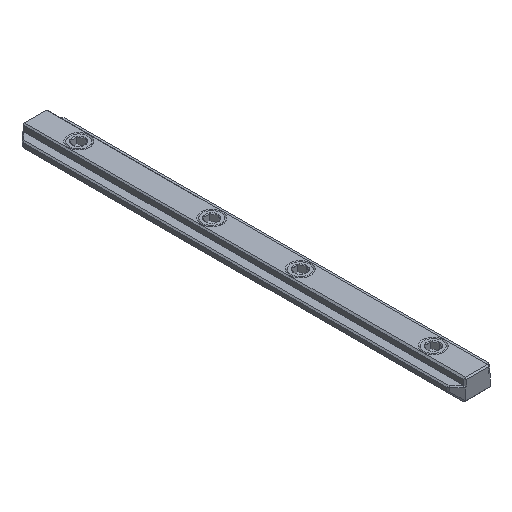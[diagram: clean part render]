
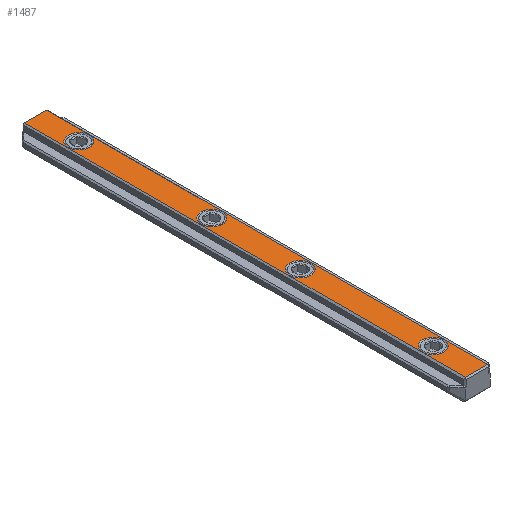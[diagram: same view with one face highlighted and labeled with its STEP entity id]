
A CAD part, isometric view. The second image highlights one B-rep face of the part: STEP entity #1487.
In plain terms, the highlighted planar face has unit normal (0, 0, 1).
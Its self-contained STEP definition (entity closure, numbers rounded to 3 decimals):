
#162 = PLANE('',#163);
#163 = AXIS2_PLACEMENT_3D('',#164,#165,#166);
#164 = CARTESIAN_POINT('',(-2.65,50.,-0.45));
#165 = DIRECTION('',(-0.707,0.,0.707));
#166 = DIRECTION('',(0.,1.,0.));
#681 = EDGE_CURVE('',#682,#684,#686,.T.);
#682 = VERTEX_POINT('',#683);
#683 = CARTESIAN_POINT('',(-2.5,49.7,-0.3));
#684 = VERTEX_POINT('',#685);
#685 = CARTESIAN_POINT('',(-2.5,-49.7,-0.3));
#686 = SURFACE_CURVE('',#687,(#691,#698),.PCURVE_S1.);
#687 = LINE('',#688,#689);
#688 = CARTESIAN_POINT('',(-2.5,50.,-0.3));
#689 = VECTOR('',#690,1.);
#690 = DIRECTION('',(0.,-1.,0.));
#691 = PCURVE('',#162,#692);
#692 = DEFINITIONAL_REPRESENTATION('',(#693),#697);
#693 = LINE('',#694,#695);
#694 = CARTESIAN_POINT('',(0.,-0.212));
#695 = VECTOR('',#696,1.);
#696 = DIRECTION('',(-1.,0.));
#697 = ( GEOMETRIC_REPRESENTATION_CONTEXT(2) 
PARAMETRIC_REPRESENTATION_CONTEXT() REPRESENTATION_CONTEXT('2D SPACE',''
  ) );
#698 = PCURVE('',#699,#704);
#699 = PLANE('',#700);
#700 = AXIS2_PLACEMENT_3D('',#701,#702,#703);
#701 = CARTESIAN_POINT('',(-2.8,50.,-0.3));
#702 = DIRECTION('',(0.,0.,1.));
#703 = DIRECTION('',(1.,0.,0.));
#704 = DEFINITIONAL_REPRESENTATION('',(#705),#709);
#705 = LINE('',#706,#707);
#706 = CARTESIAN_POINT('',(0.3,0.));
#707 = VECTOR('',#708,1.);
#708 = DIRECTION('',(0.,-1.));
#709 = ( GEOMETRIC_REPRESENTATION_CONTEXT(2) 
PARAMETRIC_REPRESENTATION_CONTEXT() REPRESENTATION_CONTEXT('2D SPACE',''
  ) );
#938 = PLANE('',#939);
#939 = AXIS2_PLACEMENT_3D('',#940,#941,#942);
#940 = CARTESIAN_POINT('',(-2.8,49.85,-0.45));
#941 = DIRECTION('',(0.,0.707,0.707));
#942 = DIRECTION('',(1.,0.,0.));
#1209 = PLANE('',#1210);
#1210 = AXIS2_PLACEMENT_3D('',#1211,#1212,#1213);
#1211 = CARTESIAN_POINT('',(-2.8,-49.85,-0.45));
#1212 = DIRECTION('',(0.,0.707,-0.707));
#1213 = DIRECTION('',(1.,0.,0.));
#1487 = ADVANCED_FACE('',(#1488,#1563,#1594,#1625,#1656),#699,.T.);
#1488 = FACE_BOUND('',#1489,.T.);
#1489 = EDGE_LOOP('',(#1490,#1491,#1514,#1542));
#1490 = ORIENTED_EDGE('',*,*,#681,.T.);
#1491 = ORIENTED_EDGE('',*,*,#1492,.T.);
#1492 = EDGE_CURVE('',#684,#1493,#1495,.T.);
#1493 = VERTEX_POINT('',#1494);
#1494 = CARTESIAN_POINT('',(2.5,-49.7,-0.3));
#1495 = SURFACE_CURVE('',#1496,(#1500,#1507),.PCURVE_S1.);
#1496 = LINE('',#1497,#1498);
#1497 = CARTESIAN_POINT('',(-2.8,-49.7,-0.3));
#1498 = VECTOR('',#1499,1.);
#1499 = DIRECTION('',(1.,0.,0.));
#1500 = PCURVE('',#699,#1501);
#1501 = DEFINITIONAL_REPRESENTATION('',(#1502),#1506);
#1502 = LINE('',#1503,#1504);
#1503 = CARTESIAN_POINT('',(0.,-99.7));
#1504 = VECTOR('',#1505,1.);
#1505 = DIRECTION('',(1.,0.));
#1506 = ( GEOMETRIC_REPRESENTATION_CONTEXT(2) 
PARAMETRIC_REPRESENTATION_CONTEXT() REPRESENTATION_CONTEXT('2D SPACE',''
  ) );
#1507 = PCURVE('',#1209,#1508);
#1508 = DEFINITIONAL_REPRESENTATION('',(#1509),#1513);
#1509 = LINE('',#1510,#1511);
#1510 = CARTESIAN_POINT('',(0.,-0.212));
#1511 = VECTOR('',#1512,1.);
#1512 = DIRECTION('',(1.,0.));
#1513 = ( GEOMETRIC_REPRESENTATION_CONTEXT(2) 
PARAMETRIC_REPRESENTATION_CONTEXT() REPRESENTATION_CONTEXT('2D SPACE',''
  ) );
#1514 = ORIENTED_EDGE('',*,*,#1515,.F.);
#1515 = EDGE_CURVE('',#1516,#1493,#1518,.T.);
#1516 = VERTEX_POINT('',#1517);
#1517 = CARTESIAN_POINT('',(2.5,49.7,-0.3));
#1518 = SURFACE_CURVE('',#1519,(#1523,#1530),.PCURVE_S1.);
#1519 = LINE('',#1520,#1521);
#1520 = CARTESIAN_POINT('',(2.5,50.,-0.3));
#1521 = VECTOR('',#1522,1.);
#1522 = DIRECTION('',(0.,-1.,0.));
#1523 = PCURVE('',#699,#1524);
#1524 = DEFINITIONAL_REPRESENTATION('',(#1525),#1529);
#1525 = LINE('',#1526,#1527);
#1526 = CARTESIAN_POINT('',(5.3,0.));
#1527 = VECTOR('',#1528,1.);
#1528 = DIRECTION('',(0.,-1.));
#1529 = ( GEOMETRIC_REPRESENTATION_CONTEXT(2) 
PARAMETRIC_REPRESENTATION_CONTEXT() REPRESENTATION_CONTEXT('2D SPACE',''
  ) );
#1530 = PCURVE('',#1531,#1536);
#1531 = PLANE('',#1532);
#1532 = AXIS2_PLACEMENT_3D('',#1533,#1534,#1535);
#1533 = CARTESIAN_POINT('',(2.65,50.,-0.45));
#1534 = DIRECTION('',(0.707,0.,0.707));
#1535 = DIRECTION('',(0.,-1.,0.));
#1536 = DEFINITIONAL_REPRESENTATION('',(#1537),#1541);
#1537 = LINE('',#1538,#1539);
#1538 = CARTESIAN_POINT('',(0.,-0.212));
#1539 = VECTOR('',#1540,1.);
#1540 = DIRECTION('',(1.,0.));
#1541 = ( GEOMETRIC_REPRESENTATION_CONTEXT(2) 
PARAMETRIC_REPRESENTATION_CONTEXT() REPRESENTATION_CONTEXT('2D SPACE',''
  ) );
#1542 = ORIENTED_EDGE('',*,*,#1543,.F.);
#1543 = EDGE_CURVE('',#682,#1516,#1544,.T.);
#1544 = SURFACE_CURVE('',#1545,(#1549,#1556),.PCURVE_S1.);
#1545 = LINE('',#1546,#1547);
#1546 = CARTESIAN_POINT('',(-2.8,49.7,-0.3));
#1547 = VECTOR('',#1548,1.);
#1548 = DIRECTION('',(1.,0.,0.));
#1549 = PCURVE('',#699,#1550);
#1550 = DEFINITIONAL_REPRESENTATION('',(#1551),#1555);
#1551 = LINE('',#1552,#1553);
#1552 = CARTESIAN_POINT('',(0.,-0.3));
#1553 = VECTOR('',#1554,1.);
#1554 = DIRECTION('',(1.,0.));
#1555 = ( GEOMETRIC_REPRESENTATION_CONTEXT(2) 
PARAMETRIC_REPRESENTATION_CONTEXT() REPRESENTATION_CONTEXT('2D SPACE',''
  ) );
#1556 = PCURVE('',#938,#1557);
#1557 = DEFINITIONAL_REPRESENTATION('',(#1558),#1562);
#1558 = LINE('',#1559,#1560);
#1559 = CARTESIAN_POINT('',(0.,-0.212));
#1560 = VECTOR('',#1561,1.);
#1561 = DIRECTION('',(1.,0.));
#1562 = ( GEOMETRIC_REPRESENTATION_CONTEXT(2) 
PARAMETRIC_REPRESENTATION_CONTEXT() REPRESENTATION_CONTEXT('2D SPACE',''
  ) );
#1563 = FACE_BOUND('',#1564,.T.);
#1564 = EDGE_LOOP('',(#1565));
#1565 = ORIENTED_EDGE('',*,*,#1566,.F.);
#1566 = EDGE_CURVE('',#1567,#1567,#1569,.T.);
#1567 = VERTEX_POINT('',#1568);
#1568 = CARTESIAN_POINT('',(2.4,-40.,-0.3));
#1569 = SURFACE_CURVE('',#1570,(#1575,#1582),.PCURVE_S1.);
#1570 = CIRCLE('',#1571,2.4);
#1571 = AXIS2_PLACEMENT_3D('',#1572,#1573,#1574);
#1572 = CARTESIAN_POINT('',(0.,-40.,-0.3));
#1573 = DIRECTION('',(0.,0.,1.));
#1574 = DIRECTION('',(1.,0.,0.));
#1575 = PCURVE('',#699,#1576);
#1576 = DEFINITIONAL_REPRESENTATION('',(#1577),#1581);
#1577 = CIRCLE('',#1578,2.4);
#1578 = AXIS2_PLACEMENT_2D('',#1579,#1580);
#1579 = CARTESIAN_POINT('',(2.8,-90.));
#1580 = DIRECTION('',(1.,0.));
#1581 = ( GEOMETRIC_REPRESENTATION_CONTEXT(2) 
PARAMETRIC_REPRESENTATION_CONTEXT() REPRESENTATION_CONTEXT('2D SPACE',''
  ) );
#1582 = PCURVE('',#1583,#1588);
#1583 = CONICAL_SURFACE('',#1584,2.1,0.785);
#1584 = AXIS2_PLACEMENT_3D('',#1585,#1586,#1587);
#1585 = CARTESIAN_POINT('',(0.,-40.,-0.6));
#1586 = DIRECTION('',(0.,0.,1.));
#1587 = DIRECTION('',(1.,0.,0.));
#1588 = DEFINITIONAL_REPRESENTATION('',(#1589),#1593);
#1589 = LINE('',#1590,#1591);
#1590 = CARTESIAN_POINT('',(-0.,0.3));
#1591 = VECTOR('',#1592,1.);
#1592 = DIRECTION('',(1.,-0.));
#1593 = ( GEOMETRIC_REPRESENTATION_CONTEXT(2) 
PARAMETRIC_REPRESENTATION_CONTEXT() REPRESENTATION_CONTEXT('2D SPACE',''
  ) );
#1594 = FACE_BOUND('',#1595,.T.);
#1595 = EDGE_LOOP('',(#1596));
#1596 = ORIENTED_EDGE('',*,*,#1597,.F.);
#1597 = EDGE_CURVE('',#1598,#1598,#1600,.T.);
#1598 = VERTEX_POINT('',#1599);
#1599 = CARTESIAN_POINT('',(2.4,-10.,-0.3));
#1600 = SURFACE_CURVE('',#1601,(#1606,#1613),.PCURVE_S1.);
#1601 = CIRCLE('',#1602,2.4);
#1602 = AXIS2_PLACEMENT_3D('',#1603,#1604,#1605);
#1603 = CARTESIAN_POINT('',(0.,-10.,-0.3));
#1604 = DIRECTION('',(0.,0.,1.));
#1605 = DIRECTION('',(1.,0.,0.));
#1606 = PCURVE('',#699,#1607);
#1607 = DEFINITIONAL_REPRESENTATION('',(#1608),#1612);
#1608 = CIRCLE('',#1609,2.4);
#1609 = AXIS2_PLACEMENT_2D('',#1610,#1611);
#1610 = CARTESIAN_POINT('',(2.8,-60.));
#1611 = DIRECTION('',(1.,0.));
#1612 = ( GEOMETRIC_REPRESENTATION_CONTEXT(2) 
PARAMETRIC_REPRESENTATION_CONTEXT() REPRESENTATION_CONTEXT('2D SPACE',''
  ) );
#1613 = PCURVE('',#1614,#1619);
#1614 = CONICAL_SURFACE('',#1615,2.1,0.785);
#1615 = AXIS2_PLACEMENT_3D('',#1616,#1617,#1618);
#1616 = CARTESIAN_POINT('',(0.,-10.,-0.6));
#1617 = DIRECTION('',(0.,0.,1.));
#1618 = DIRECTION('',(1.,0.,0.));
#1619 = DEFINITIONAL_REPRESENTATION('',(#1620),#1624);
#1620 = LINE('',#1621,#1622);
#1621 = CARTESIAN_POINT('',(-0.,0.3));
#1622 = VECTOR('',#1623,1.);
#1623 = DIRECTION('',(1.,-0.));
#1624 = ( GEOMETRIC_REPRESENTATION_CONTEXT(2) 
PARAMETRIC_REPRESENTATION_CONTEXT() REPRESENTATION_CONTEXT('2D SPACE',''
  ) );
#1625 = FACE_BOUND('',#1626,.T.);
#1626 = EDGE_LOOP('',(#1627));
#1627 = ORIENTED_EDGE('',*,*,#1628,.F.);
#1628 = EDGE_CURVE('',#1629,#1629,#1631,.T.);
#1629 = VERTEX_POINT('',#1630);
#1630 = CARTESIAN_POINT('',(2.4,10.,-0.3));
#1631 = SURFACE_CURVE('',#1632,(#1637,#1644),.PCURVE_S1.);
#1632 = CIRCLE('',#1633,2.4);
#1633 = AXIS2_PLACEMENT_3D('',#1634,#1635,#1636);
#1634 = CARTESIAN_POINT('',(0.,10.,-0.3));
#1635 = DIRECTION('',(0.,0.,1.));
#1636 = DIRECTION('',(1.,0.,0.));
#1637 = PCURVE('',#699,#1638);
#1638 = DEFINITIONAL_REPRESENTATION('',(#1639),#1643);
#1639 = CIRCLE('',#1640,2.4);
#1640 = AXIS2_PLACEMENT_2D('',#1641,#1642);
#1641 = CARTESIAN_POINT('',(2.8,-40.));
#1642 = DIRECTION('',(1.,0.));
#1643 = ( GEOMETRIC_REPRESENTATION_CONTEXT(2) 
PARAMETRIC_REPRESENTATION_CONTEXT() REPRESENTATION_CONTEXT('2D SPACE',''
  ) );
#1644 = PCURVE('',#1645,#1650);
#1645 = CONICAL_SURFACE('',#1646,2.1,0.785);
#1646 = AXIS2_PLACEMENT_3D('',#1647,#1648,#1649);
#1647 = CARTESIAN_POINT('',(0.,10.,-0.6));
#1648 = DIRECTION('',(0.,0.,1.));
#1649 = DIRECTION('',(1.,0.,0.));
#1650 = DEFINITIONAL_REPRESENTATION('',(#1651),#1655);
#1651 = LINE('',#1652,#1653);
#1652 = CARTESIAN_POINT('',(-0.,0.3));
#1653 = VECTOR('',#1654,1.);
#1654 = DIRECTION('',(1.,-0.));
#1655 = ( GEOMETRIC_REPRESENTATION_CONTEXT(2) 
PARAMETRIC_REPRESENTATION_CONTEXT() REPRESENTATION_CONTEXT('2D SPACE',''
  ) );
#1656 = FACE_BOUND('',#1657,.T.);
#1657 = EDGE_LOOP('',(#1658));
#1658 = ORIENTED_EDGE('',*,*,#1659,.F.);
#1659 = EDGE_CURVE('',#1660,#1660,#1662,.T.);
#1660 = VERTEX_POINT('',#1661);
#1661 = CARTESIAN_POINT('',(2.4,40.,-0.3));
#1662 = SURFACE_CURVE('',#1663,(#1668,#1675),.PCURVE_S1.);
#1663 = CIRCLE('',#1664,2.4);
#1664 = AXIS2_PLACEMENT_3D('',#1665,#1666,#1667);
#1665 = CARTESIAN_POINT('',(0.,40.,-0.3));
#1666 = DIRECTION('',(0.,0.,1.));
#1667 = DIRECTION('',(1.,0.,0.));
#1668 = PCURVE('',#699,#1669);
#1669 = DEFINITIONAL_REPRESENTATION('',(#1670),#1674);
#1670 = CIRCLE('',#1671,2.4);
#1671 = AXIS2_PLACEMENT_2D('',#1672,#1673);
#1672 = CARTESIAN_POINT('',(2.8,-10.));
#1673 = DIRECTION('',(1.,0.));
#1674 = ( GEOMETRIC_REPRESENTATION_CONTEXT(2) 
PARAMETRIC_REPRESENTATION_CONTEXT() REPRESENTATION_CONTEXT('2D SPACE',''
  ) );
#1675 = PCURVE('',#1676,#1681);
#1676 = CONICAL_SURFACE('',#1677,2.1,0.785);
#1677 = AXIS2_PLACEMENT_3D('',#1678,#1679,#1680);
#1678 = CARTESIAN_POINT('',(0.,40.,-0.6));
#1679 = DIRECTION('',(0.,0.,1.));
#1680 = DIRECTION('',(1.,0.,0.));
#1681 = DEFINITIONAL_REPRESENTATION('',(#1682),#1686);
#1682 = LINE('',#1683,#1684);
#1683 = CARTESIAN_POINT('',(-0.,0.3));
#1684 = VECTOR('',#1685,1.);
#1685 = DIRECTION('',(1.,-0.));
#1686 = ( GEOMETRIC_REPRESENTATION_CONTEXT(2) 
PARAMETRIC_REPRESENTATION_CONTEXT() REPRESENTATION_CONTEXT('2D SPACE',''
  ) );
